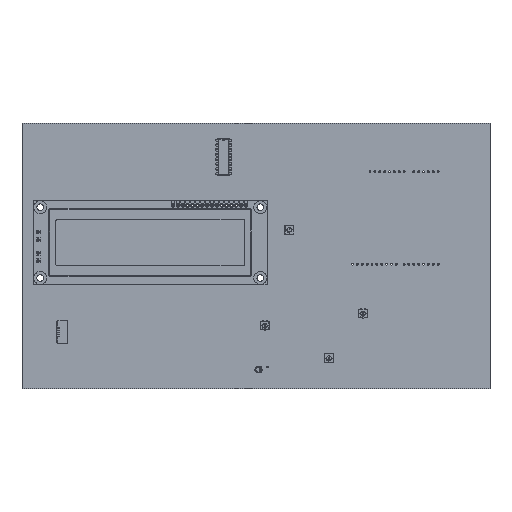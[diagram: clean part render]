
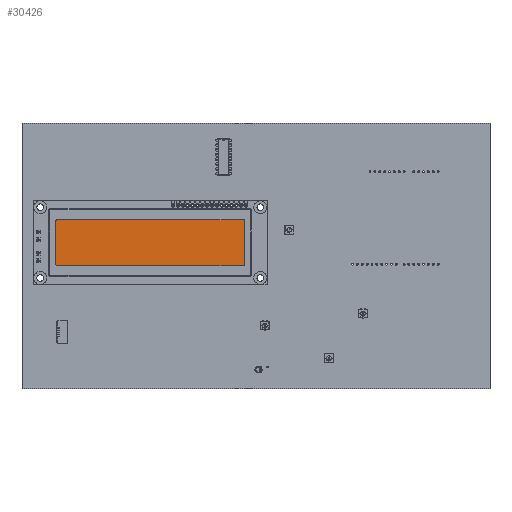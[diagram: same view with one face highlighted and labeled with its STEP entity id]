
A CAD part, top view. The second image highlights one B-rep face of the part: STEP entity #30426.
In plain terms, the highlighted planar face has unit normal (0, 0, 1).
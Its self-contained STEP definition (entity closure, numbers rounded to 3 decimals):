
#30186 = EDGE_CURVE('',#30187,#30189,#30191,.T.);
#30187 = VERTEX_POINT('',#30188);
#30188 = CARTESIAN_POINT('',(-66.5,-30.5,15.2));
#30189 = VERTEX_POINT('',#30190);
#30190 = CARTESIAN_POINT('',(-65.5,-31.5,15.2));
#30191 = CIRCLE('',#30192,1.);
#30192 = AXIS2_PLACEMENT_3D('',#30193,#30194,#30195);
#30193 = CARTESIAN_POINT('',(-65.5,-30.5,15.2));
#30194 = DIRECTION('',(-0.,0.,1.));
#30195 = DIRECTION('',(0.,-1.,0.));
#30197 = EDGE_CURVE('',#30187,#30198,#30200,.T.);
#30198 = VERTEX_POINT('',#30199);
#30199 = CARTESIAN_POINT('',(-66.5,-8.5,15.2));
#30200 = LINE('',#30201,#30202);
#30201 = CARTESIAN_POINT('',(-66.5,-31.5,15.2));
#30202 = VECTOR('',#30203,1.);
#30203 = DIRECTION('',(0.,1.,0.));
#30205 = EDGE_CURVE('',#30198,#30206,#30208,.T.);
#30206 = VERTEX_POINT('',#30207);
#30207 = CARTESIAN_POINT('',(-65.5,-7.5,15.2));
#30208 = CIRCLE('',#30209,1.);
#30209 = AXIS2_PLACEMENT_3D('',#30210,#30211,#30212);
#30210 = CARTESIAN_POINT('',(-65.5,-8.5,15.2));
#30211 = DIRECTION('',(-0.,-0.,-1.));
#30212 = DIRECTION('',(0.,-1.,0.));
#30214 = EDGE_CURVE('',#30206,#30215,#30217,.T.);
#30215 = VERTEX_POINT('',#30216);
#30216 = CARTESIAN_POINT('',(31.5,-7.5,15.2));
#30217 = LINE('',#30218,#30219);
#30218 = CARTESIAN_POINT('',(-66.5,-7.5,15.2));
#30219 = VECTOR('',#30220,1.);
#30220 = DIRECTION('',(1.,0.,0.));
#30222 = EDGE_CURVE('',#30223,#30215,#30225,.T.);
#30223 = VERTEX_POINT('',#30224);
#30224 = CARTESIAN_POINT('',(32.5,-8.5,15.2));
#30225 = CIRCLE('',#30226,1.);
#30226 = AXIS2_PLACEMENT_3D('',#30227,#30228,#30229);
#30227 = CARTESIAN_POINT('',(31.5,-8.5,15.2));
#30228 = DIRECTION('',(-0.,0.,1.));
#30229 = DIRECTION('',(0.,-1.,0.));
#30231 = EDGE_CURVE('',#30232,#30223,#30234,.T.);
#30232 = VERTEX_POINT('',#30233);
#30233 = CARTESIAN_POINT('',(32.5,-30.5,15.2));
#30234 = LINE('',#30235,#30236);
#30235 = CARTESIAN_POINT('',(32.5,-31.5,15.2));
#30236 = VECTOR('',#30237,1.);
#30237 = DIRECTION('',(0.,1.,0.));
#30239 = EDGE_CURVE('',#30240,#30232,#30242,.T.);
#30240 = VERTEX_POINT('',#30241);
#30241 = CARTESIAN_POINT('',(31.5,-31.5,15.2));
#30242 = CIRCLE('',#30243,1.);
#30243 = AXIS2_PLACEMENT_3D('',#30244,#30245,#30246);
#30244 = CARTESIAN_POINT('',(31.5,-30.5,15.2));
#30245 = DIRECTION('',(-0.,0.,1.));
#30246 = DIRECTION('',(0.,-1.,0.));
#30248 = EDGE_CURVE('',#30189,#30240,#30249,.T.);
#30249 = LINE('',#30250,#30251);
#30250 = CARTESIAN_POINT('',(-66.5,-31.5,15.2));
#30251 = VECTOR('',#30252,1.);
#30252 = DIRECTION('',(1.,0.,0.));
#30426 = ADVANCED_FACE('',(#30427),#30437,.T.);
#30427 = FACE_BOUND('',#30428,.T.);
#30428 = EDGE_LOOP('',(#30429,#30430,#30431,#30432,#30433,#30434,#30435,
    #30436));
#30429 = ORIENTED_EDGE('',*,*,#30231,.T.);
#30430 = ORIENTED_EDGE('',*,*,#30222,.T.);
#30431 = ORIENTED_EDGE('',*,*,#30214,.F.);
#30432 = ORIENTED_EDGE('',*,*,#30205,.F.);
#30433 = ORIENTED_EDGE('',*,*,#30197,.F.);
#30434 = ORIENTED_EDGE('',*,*,#30186,.T.);
#30435 = ORIENTED_EDGE('',*,*,#30248,.T.);
#30436 = ORIENTED_EDGE('',*,*,#30239,.T.);
#30437 = PLANE('',#30438);
#30438 = AXIS2_PLACEMENT_3D('',#30439,#30440,#30441);
#30439 = CARTESIAN_POINT('',(-66.5,-31.5,15.2));
#30440 = DIRECTION('',(0.,0.,1.));
#30441 = DIRECTION('',(1.,0.,-0.));
